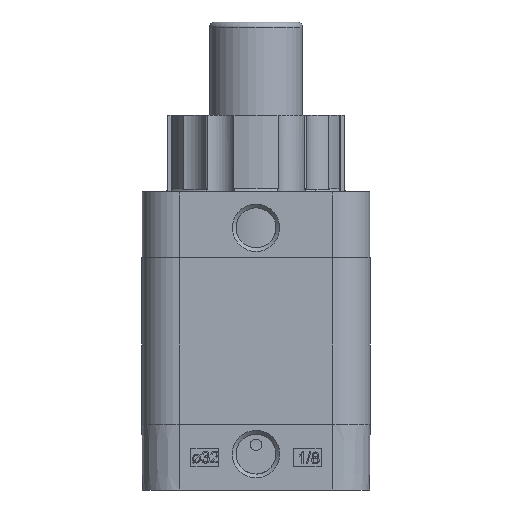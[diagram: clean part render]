
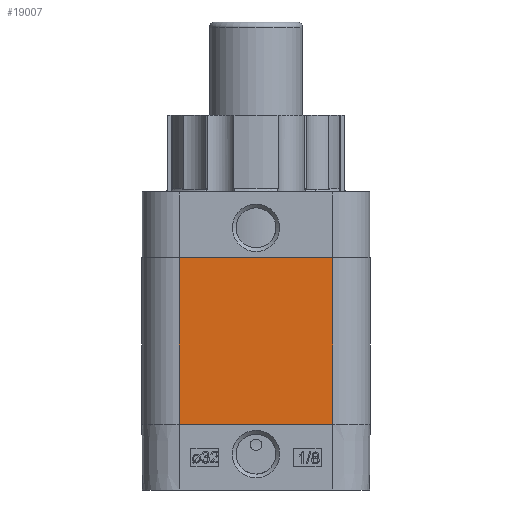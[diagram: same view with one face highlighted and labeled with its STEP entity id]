
A CAD part, left-side view. The second image highlights one B-rep face of the part: STEP entity #19007.
In plain terms, the highlighted face is planar.
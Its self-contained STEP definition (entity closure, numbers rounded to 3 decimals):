
#1368 = CARTESIAN_POINT ( 'NONE',  ( 24.5, 16.5, 34.1 ) ) ;
#1576 = DIRECTION ( 'NONE',  ( 1., 0., 0. ) ) ;
#1933 = DIRECTION ( 'NONE',  ( 0., 0.707, 0.707 ) ) ;
#1970 = PLANE ( 'NONE',  #5035 ) ;
#3287 = EDGE_LOOP ( 'NONE', ( #17166, #17167, #17168, #17169 ) ) ;
#5035 = AXIS2_PLACEMENT_3D ( 'NONE', #1368, #1576, #1933 ) ;
#5876 = CARTESIAN_POINT ( 'NONE',  ( 24.5, -16.5, 49.9 ) ) ;
#6262 = CARTESIAN_POINT ( 'NONE',  ( 24.5, -16.5, 14.1 ) ) ;
#6405 = CARTESIAN_POINT ( 'NONE',  ( 24.5, 16.5, 14.1 ) ) ;
#6414 = CARTESIAN_POINT ( 'NONE',  ( 24.5, 16.5, 49.9 ) ) ;
#8161 = LINE ( 'NONE', #11999, #8171 ) ;
#8171 = VECTOR ( 'NONE', #12002, 1000. ) ;
#11999 = CARTESIAN_POINT ( 'NONE',  ( 24.5, 16.5, 14.1 ) ) ;
#12002 = DIRECTION ( 'NONE',  ( 0., -1., 0. ) ) ;
#13740 = CARTESIAN_POINT ( 'NONE',  ( 24.5, -16.5, 34.1 ) ) ;
#13754 = DIRECTION ( 'NONE',  ( 0., 0., -1. ) ) ;
#14021 = CARTESIAN_POINT ( 'NONE',  ( 24.5, 16.5, 49.9 ) ) ;
#14022 = DIRECTION ( 'NONE',  ( 0., -1., 0. ) ) ;
#14179 = CARTESIAN_POINT ( 'NONE',  ( 24.5, 16.5, 34.1 ) ) ;
#14190 = DIRECTION ( 'NONE',  ( 0., 0., -1. ) ) ;
#17166 = ORIENTED_EDGE ( 'NONE', *, *, #19438, .T. ) ;
#17167 = ORIENTED_EDGE ( 'NONE', *, *, #19333, .T. ) ;
#17168 = ORIENTED_EDGE ( 'NONE', *, *, #21709, .F. ) ;
#17169 = ORIENTED_EDGE ( 'NONE', *, *, #19487, .F. ) ;
#17608 = FACE_OUTER_BOUND ( 'NONE', #3287, .T. ) ;
#18089 = LINE ( 'NONE', #13740, #18097 ) ;
#18097 = VECTOR ( 'NONE', #13754, 1000. ) ;
#18243 = LINE ( 'NONE', #14021, #18247 ) ;
#18247 = VECTOR ( 'NONE', #14022, 1000. ) ;
#18317 = VECTOR ( 'NONE', #14190, 1000. ) ;
#18319 = LINE ( 'NONE', #14179, #18317 ) ;
#19007 = ADVANCED_FACE ( 'NONE', ( #17608 ), #1970, .T. ) ;
#19333 = EDGE_CURVE ( 'NONE', #20300, #20686, #18089, .T. ) ;
#19438 = EDGE_CURVE ( 'NONE', #20838, #20300, #18243, .T. ) ;
#19487 = EDGE_CURVE ( 'NONE', #20838, #20829, #18319, .T. ) ;
#20300 = VERTEX_POINT ( 'NONE', #5876 ) ;
#20686 = VERTEX_POINT ( 'NONE', #6262 ) ;
#20829 = VERTEX_POINT ( 'NONE', #6405 ) ;
#20838 = VERTEX_POINT ( 'NONE', #6414 ) ;
#21709 = EDGE_CURVE ( 'NONE', #20829, #20686, #8161, .T. ) ;
